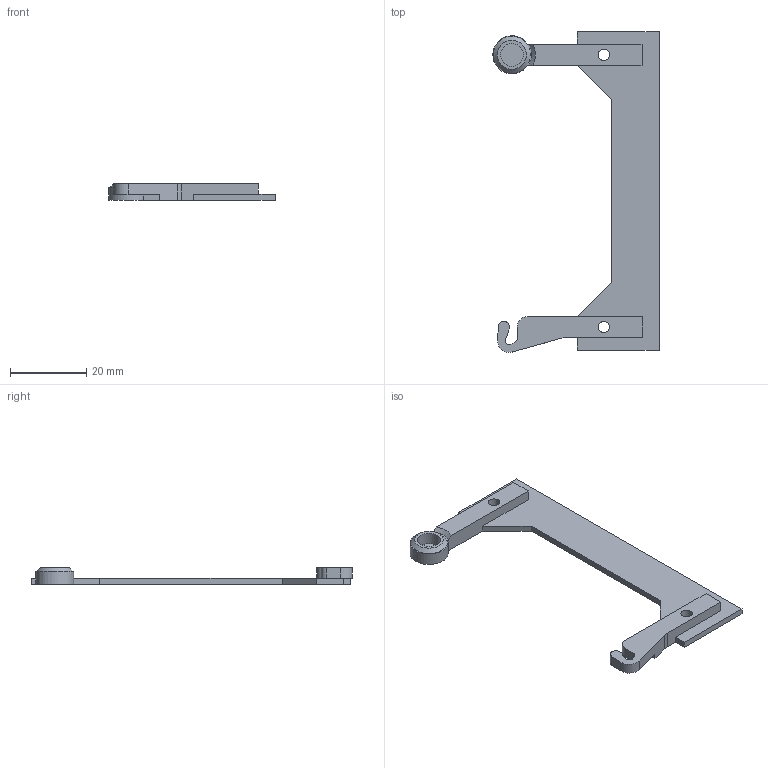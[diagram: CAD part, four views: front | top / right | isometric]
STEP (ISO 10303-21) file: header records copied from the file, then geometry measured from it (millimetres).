
FILE_DESCRIPTION(('FreeCAD Model'),'2;1');
FILE_NAME('Open CASCADE Shape Model','2025-11-22T00:22:39',(''),(''), 'Open CASCADE STEP processor 7.8','FreeCAD','Unknown');
FILE_SCHEMA(('AUTOMOTIVE_DESIGN { 1 0 10303 214 1 1 1 1 }'));
Length unit declared in the file: millimetre
Products named in the file (1): Mount_Left
Bounding box: 43.68 x 84.27 x 4.4 mm (x, y, z)
Volume: 3445 mm3; surface area: 4242.9 mm2
Topology: 1 solids, 1 shells, 44 faces, 114 edges, 76 vertices
Faces by surface type: plane 29, cylinder 13, cone 2
Full cylindrical faces by diameter (mm): 3 x2, 6 x3
Entity records: 1378 total; most frequent: CARTESIAN_POINT 237, DIRECTION 234, ORIENTED_EDGE 228, EDGE_CURVE 114, LINE 80, VECTOR 80, AXIS2_PLACEMENT_3D 77, VERTEX_POINT 76
